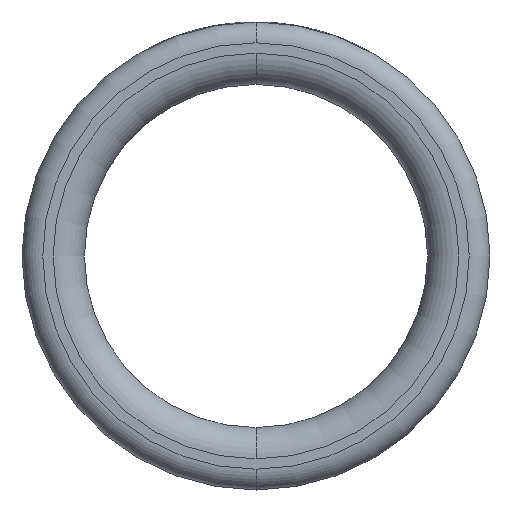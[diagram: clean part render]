
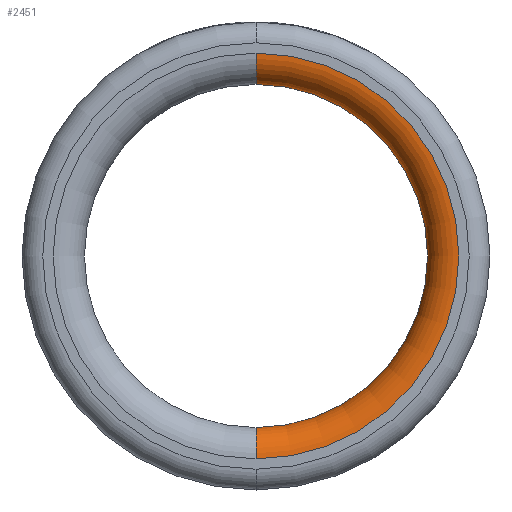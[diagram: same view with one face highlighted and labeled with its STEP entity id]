
A CAD part, front view. The second image highlights one B-rep face of the part: STEP entity #2451.
In plain terms, the highlighted toroidal (fillet/blend) face has major radius 19.5 mm and minor radius 3 mm.
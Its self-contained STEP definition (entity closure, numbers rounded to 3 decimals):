
#262 = TOROIDAL_SURFACE ( 'NONE', #1534, 19.5, 3. ) ;
#349 = ORIENTED_EDGE ( 'NONE', *, *, #586, .T. ) ;
#364 = EDGE_CURVE ( 'NONE', #1453, #2360, #929, .T. ) ;
#372 = CARTESIAN_POINT ( 'NONE',  ( 0., -52., 19.5 ) ) ;
#415 = FACE_OUTER_BOUND ( 'NONE', #1225, .T. ) ;
#448 = CIRCLE ( 'NONE', #1099, 3. ) ;
#488 = AXIS2_PLACEMENT_3D ( 'NONE', #1058, #2430, #1255 ) ;
#547 = ORIENTED_EDGE ( 'NONE', *, *, #1909, .F. ) ;
#586 = EDGE_CURVE ( 'NONE', #2360, #2421, #448, .T. ) ;
#767 = AXIS2_PLACEMENT_3D ( 'NONE', #1567, #2150, #1961 ) ;
#855 = EDGE_CURVE ( 'NONE', #1453, #2111, #1120, .T. ) ;
#900 = DIRECTION ( 'NONE',  ( 0., -1., 0. ) ) ;
#929 = CIRCLE ( 'NONE', #1484, 19.5 ) ;
#1058 = CARTESIAN_POINT ( 'NONE',  ( 0., -52., 0. ) ) ;
#1099 = AXIS2_PLACEMENT_3D ( 'NONE', #372, #1537, #1737 ) ;
#1120 = CIRCLE ( 'NONE', #767, 3. ) ;
#1225 = EDGE_LOOP ( 'NONE', ( #2112, #349, #547, #2204 ) ) ;
#1255 = DIRECTION ( 'NONE',  ( 0., 0., -1. ) ) ;
#1453 = VERTEX_POINT ( 'NONE', #2510 ) ;
#1484 = AXIS2_PLACEMENT_3D ( 'NONE', #2483, #900, #1491 ) ;
#1491 = DIRECTION ( 'NONE',  ( 0., 0., -1. ) ) ;
#1534 = AXIS2_PLACEMENT_3D ( 'NONE', #2408, #1643, #1619 ) ;
#1537 = DIRECTION ( 'NONE',  ( 1., 0., 0. ) ) ;
#1567 = CARTESIAN_POINT ( 'NONE',  ( 0., -52., -19.5 ) ) ;
#1619 = DIRECTION ( 'NONE',  ( 0., 0., -1. ) ) ;
#1643 = DIRECTION ( 'NONE',  ( 0., -1., 0. ) ) ;
#1673 = CARTESIAN_POINT ( 'NONE',  ( 0., -55., 19.5 ) ) ;
#1737 = DIRECTION ( 'NONE',  ( 0., 0., -1. ) ) ;
#1909 = EDGE_CURVE ( 'NONE', #2111, #2421, #2324, .T. ) ;
#1950 = CARTESIAN_POINT ( 'NONE',  ( 0., -52., -16.5 ) ) ;
#1961 = DIRECTION ( 'NONE',  ( 0., 0., 1. ) ) ;
#2111 = VERTEX_POINT ( 'NONE', #1950 ) ;
#2112 = ORIENTED_EDGE ( 'NONE', *, *, #364, .T. ) ;
#2150 = DIRECTION ( 'NONE',  ( -1., 0., 0. ) ) ;
#2204 = ORIENTED_EDGE ( 'NONE', *, *, #855, .F. ) ;
#2324 = CIRCLE ( 'NONE', #488, 16.5 ) ;
#2360 = VERTEX_POINT ( 'NONE', #1673 ) ;
#2408 = CARTESIAN_POINT ( 'NONE',  ( 0., -52., 0. ) ) ;
#2421 = VERTEX_POINT ( 'NONE', #2478 ) ;
#2430 = DIRECTION ( 'NONE',  ( 0., -1., 0. ) ) ;
#2451 = ADVANCED_FACE ( 'NONE', ( #415 ), #262, .T. ) ;
#2478 = CARTESIAN_POINT ( 'NONE',  ( 0., -52., 16.5 ) ) ;
#2483 = CARTESIAN_POINT ( 'NONE',  ( 0., -55., 0. ) ) ;
#2510 = CARTESIAN_POINT ( 'NONE',  ( 0., -55., -19.5 ) ) ;
